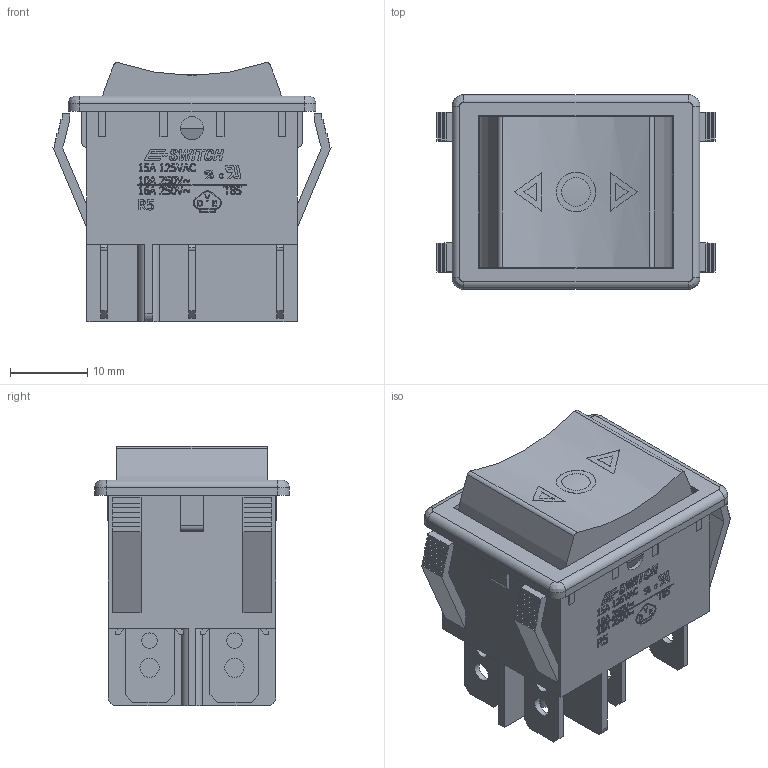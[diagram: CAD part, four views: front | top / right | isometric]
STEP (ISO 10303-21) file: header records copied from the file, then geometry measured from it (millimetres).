
FILE_DESCRIPTION((''),'2;1');
FILE_NAME('R5DxxxxxxHF0.stp','2018-04-10T16:16:09',('mwilliams'),(''),'Autodesk Inventor 2012','Autodesk Inventor 2012','');
FILE_SCHEMA(('AUTOMOTIVE_DESIGN { 1 0 10303 214 1 1 1 1 }'));
Length unit declared in the file: millimetre
Products named in the file (1): R5DxxxxxxHF0
Bounding box: 36 x 25.2 x 33.54 mm (x, y, z)
Volume: 4925.2 mm3; surface area: 10316.5 mm2
Topology: 1 solids, 1 shells, 1261 faces, 3423 edges, 2262 vertices
Faces by surface type: plane 794, bspline 379, cylinder 86, cone 2
Full cylindrical faces by diameter (mm): 2 x6, 2.5 x6, 3 x4, 3.7 x1, 5.1 x1
Entity records: 41568 total; most frequent: CARTESIAN_POINT 12176, ORIENTED_EDGE 6814, DIRECTION 4607, EDGE_CURVE 3407, VECTOR 2457, LINE 2457, VERTEX_POINT 2262, EDGE_LOOP 1401
